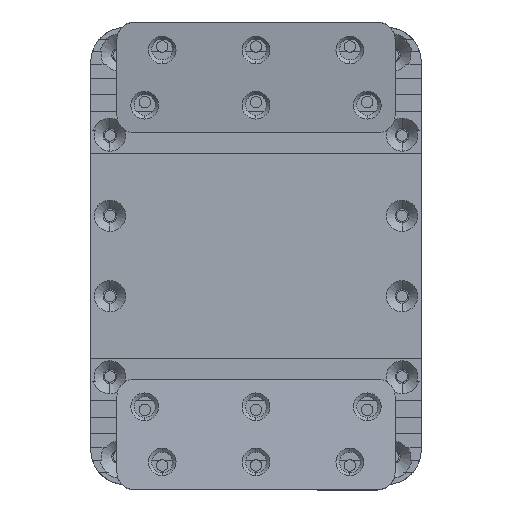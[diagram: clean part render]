
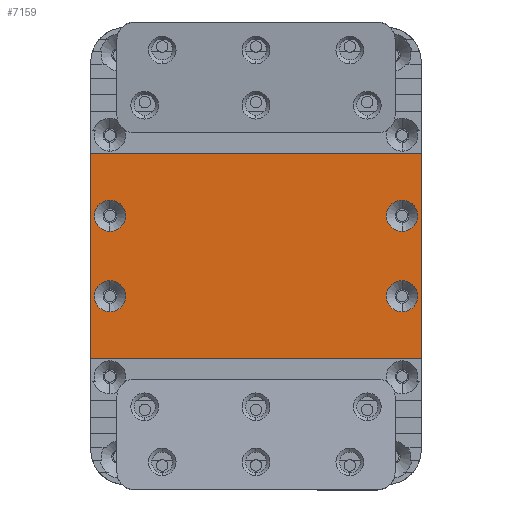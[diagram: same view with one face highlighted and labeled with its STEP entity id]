
A CAD part, front view. The second image highlights one B-rep face of the part: STEP entity #7159.
In plain terms, the highlighted planar face has unit normal (0, -1, 0).
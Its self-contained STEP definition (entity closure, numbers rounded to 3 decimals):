
#767 = DIRECTION ( 'NONE',  ( 0., 1., 0. ) ) ;
#804 = CARTESIAN_POINT ( 'NONE',  ( 49.5, -40.6, 2.028 ) ) ;
#812 = EDGE_CURVE ( 'NONE', #9306, #12438, #18245, .T. ) ;
#1223 = CARTESIAN_POINT ( 'NONE',  ( -40., -40.6, 24.45 ) ) ;
#1290 = CARTESIAN_POINT ( 'NONE',  ( -45.5, -40.6, 2.028 ) ) ;
#1406 = EDGE_CURVE ( 'NONE', #14247, #19227, #16702, .T. ) ;
#1635 = AXIS2_PLACEMENT_3D ( 'NONE', #16930, #767, #5711 ) ;
#2117 = CARTESIAN_POINT ( 'NONE',  ( 44., -40.6, 43.05 ) ) ;
#2278 = ORIENTED_EDGE ( 'NONE', *, *, #5220, .T. ) ;
#2809 = VERTEX_POINT ( 'NONE', #7775 ) ;
#2973 = CARTESIAN_POINT ( 'NONE',  ( -40., -40.6, 15.45 ) ) ;
#3045 = FACE_OUTER_BOUND ( 'NONE', #19052, .T. ) ;
#3187 = DIRECTION ( 'NONE',  ( 0., 0., -1. ) ) ;
#3483 = DIRECTION ( 'NONE',  ( 0., 1., 0. ) ) ;
#3580 = CARTESIAN_POINT ( 'NONE',  ( 44., -40.6, 15.45 ) ) ;
#3647 = CARTESIAN_POINT ( 'NONE',  ( 44., -40.6, 19.95 ) ) ;
#3750 = CARTESIAN_POINT ( 'NONE',  ( -40., -40.6, 47.55 ) ) ;
#4578 = CARTESIAN_POINT ( 'NONE',  ( 49.5, -40.6, 60.972 ) ) ;
#4945 = CARTESIAN_POINT ( 'NONE',  ( 44., -40.6, 24.45 ) ) ;
#5153 = EDGE_CURVE ( 'NONE', #12438, #9306, #13310, .T. ) ;
#5220 = EDGE_CURVE ( 'NONE', #5600, #12641, #8055, .T. ) ;
#5262 = CARTESIAN_POINT ( 'NONE',  ( -45.5, -40.6, 60.972 ) ) ;
#5321 = DIRECTION ( 'NONE',  ( 0., 0., -1. ) ) ;
#5526 = DIRECTION ( 'NONE',  ( 0., 1., 0. ) ) ;
#5570 = FACE_BOUND ( 'NONE', #9284, .T. ) ;
#5600 = VERTEX_POINT ( 'NONE', #12921 ) ;
#5711 = DIRECTION ( 'NONE',  ( 0., 0., -1. ) ) ;
#5723 = EDGE_CURVE ( 'NONE', #2809, #8467, #9268, .T. ) ;
#5838 = AXIS2_PLACEMENT_3D ( 'NONE', #10840, #18769, #14091 ) ;
#5916 = EDGE_CURVE ( 'NONE', #20211, #18725, #10932, .T. ) ;
#6202 = ORIENTED_EDGE ( 'NONE', *, *, #9212, .F. ) ;
#6542 = ORIENTED_EDGE ( 'NONE', *, *, #5153, .T. ) ;
#6564 = CARTESIAN_POINT ( 'NONE',  ( -40., -40.6, 43.05 ) ) ;
#6649 = CIRCLE ( 'NONE', #18794, 4.5 ) ;
#6994 = DIRECTION ( 'NONE',  ( 0., 1., 0. ) ) ;
#7159 = ADVANCED_FACE ( 'NONE', ( #18782, #5570, #19833, #8070, #3045 ), #15725, .F. ) ;
#7355 = VERTEX_POINT ( 'NONE', #4578 ) ;
#7608 = ORIENTED_EDGE ( 'NONE', *, *, #5723, .T. ) ;
#7775 = CARTESIAN_POINT ( 'NONE',  ( 44., -40.6, 38.55 ) ) ;
#7876 = EDGE_CURVE ( 'NONE', #19227, #14247, #16011, .T. ) ;
#8007 = EDGE_LOOP ( 'NONE', ( #7608, #16453 ) ) ;
#8055 = CIRCLE ( 'NONE', #14697, 4.5 ) ;
#8070 = FACE_BOUND ( 'NONE', #11685, .T. ) ;
#8255 = ORIENTED_EDGE ( 'NONE', *, *, #9189, .F. ) ;
#8288 = AXIS2_PLACEMENT_3D ( 'NONE', #11464, #14781, #9924 ) ;
#8312 = CARTESIAN_POINT ( 'NONE',  ( 49.5, -40.6, 2.028 ) ) ;
#8467 = VERTEX_POINT ( 'NONE', #11670 ) ;
#8613 = DIRECTION ( 'NONE',  ( 0., 0., -1. ) ) ;
#8731 = CARTESIAN_POINT ( 'NONE',  ( 44., -40.6, 19.95 ) ) ;
#9032 = CARTESIAN_POINT ( 'NONE',  ( -45.5, -40.6, 87.25 ) ) ;
#9097 = DIRECTION ( 'NONE',  ( 0., 0., 1. ) ) ;
#9189 = EDGE_CURVE ( 'NONE', #18725, #20188, #13425, .T. ) ;
#9212 = EDGE_CURVE ( 'NONE', #20188, #7355, #14651, .T. ) ;
#9268 = CIRCLE ( 'NONE', #1635, 4.5 ) ;
#9284 = EDGE_LOOP ( 'NONE', ( #10779, #17180 ) ) ;
#9306 = VERTEX_POINT ( 'NONE', #1223 ) ;
#9333 = ORIENTED_EDGE ( 'NONE', *, *, #812, .T. ) ;
#9519 = EDGE_CURVE ( 'NONE', #8467, #2809, #6649, .T. ) ;
#9924 = DIRECTION ( 'NONE',  ( 0., 0., -1. ) ) ;
#10197 = DIRECTION ( 'NONE',  ( 0., 1., 0. ) ) ;
#10779 = ORIENTED_EDGE ( 'NONE', *, *, #7876, .T. ) ;
#10840 = CARTESIAN_POINT ( 'NONE',  ( 49.5, -40.6, 60.972 ) ) ;
#10932 = LINE ( 'NONE', #8312, #12439 ) ;
#11464 = CARTESIAN_POINT ( 'NONE',  ( -40., -40.6, 19.95 ) ) ;
#11670 = CARTESIAN_POINT ( 'NONE',  ( 44., -40.6, 47.55 ) ) ;
#11685 = EDGE_LOOP ( 'NONE', ( #6542, #9333 ) ) ;
#12014 = DIRECTION ( 'NONE',  ( 0., 0., -1. ) ) ;
#12184 = ORIENTED_EDGE ( 'NONE', *, *, #17494, .T. ) ;
#12438 = VERTEX_POINT ( 'NONE', #2973 ) ;
#12439 = VECTOR ( 'NONE', #13261, 1000. ) ;
#12641 = VERTEX_POINT ( 'NONE', #3750 ) ;
#12828 = AXIS2_PLACEMENT_3D ( 'NONE', #3647, #6994, #16437 ) ;
#12921 = CARTESIAN_POINT ( 'NONE',  ( -40., -40.6, 38.55 ) ) ;
#13078 = CIRCLE ( 'NONE', #14679, 4.5 ) ;
#13252 = ORIENTED_EDGE ( 'NONE', *, *, #5916, .F. ) ;
#13261 = DIRECTION ( 'NONE',  ( -1., 0., 0. ) ) ;
#13310 = CIRCLE ( 'NONE', #8288, 4.5 ) ;
#13425 = LINE ( 'NONE', #9032, #20689 ) ;
#14091 = DIRECTION ( 'NONE',  ( 0., 0., 1. ) ) ;
#14247 = VERTEX_POINT ( 'NONE', #4945 ) ;
#14488 = DIRECTION ( 'NONE',  ( 0., 0., -1. ) ) ;
#14625 = CARTESIAN_POINT ( 'NONE',  ( -40., -40.6, 19.95 ) ) ;
#14651 = LINE ( 'NONE', #18719, #19432 ) ;
#14679 = AXIS2_PLACEMENT_3D ( 'NONE', #6564, #10197, #14488 ) ;
#14680 = AXIS2_PLACEMENT_3D ( 'NONE', #14625, #17492, #3187 ) ;
#14697 = AXIS2_PLACEMENT_3D ( 'NONE', #17985, #3483, #16287 ) ;
#14781 = DIRECTION ( 'NONE',  ( 0., 1., 0. ) ) ;
#14867 = DIRECTION ( 'NONE',  ( 0., 1., 0. ) ) ;
#15351 = VECTOR ( 'NONE', #8613, 1000. ) ;
#15725 = PLANE ( 'NONE',  #5838 ) ;
#16011 = CIRCLE ( 'NONE', #12828, 4.5 ) ;
#16287 = DIRECTION ( 'NONE',  ( 0., 0., -1. ) ) ;
#16437 = DIRECTION ( 'NONE',  ( 0., 0., -1. ) ) ;
#16453 = ORIENTED_EDGE ( 'NONE', *, *, #9519, .T. ) ;
#16702 = CIRCLE ( 'NONE', #17659, 4.5 ) ;
#16930 = CARTESIAN_POINT ( 'NONE',  ( 44., -40.6, 43.05 ) ) ;
#17050 = DIRECTION ( 'NONE',  ( 1., 0., 0. ) ) ;
#17180 = ORIENTED_EDGE ( 'NONE', *, *, #1406, .T. ) ;
#17492 = DIRECTION ( 'NONE',  ( 0., 1., 0. ) ) ;
#17494 = EDGE_CURVE ( 'NONE', #12641, #5600, #13078, .T. ) ;
#17659 = AXIS2_PLACEMENT_3D ( 'NONE', #8731, #5526, #12014 ) ;
#17985 = CARTESIAN_POINT ( 'NONE',  ( -40., -40.6, 43.05 ) ) ;
#18149 = CARTESIAN_POINT ( 'NONE',  ( 49.5, -40.6, -24.25 ) ) ;
#18245 = CIRCLE ( 'NONE', #14680, 4.5 ) ;
#18341 = EDGE_LOOP ( 'NONE', ( #2278, #12184 ) ) ;
#18584 = LINE ( 'NONE', #18149, #15351 ) ;
#18719 = CARTESIAN_POINT ( 'NONE',  ( 49.5, -40.6, 60.972 ) ) ;
#18725 = VERTEX_POINT ( 'NONE', #1290 ) ;
#18769 = DIRECTION ( 'NONE',  ( 0., 1., 0. ) ) ;
#18782 = FACE_BOUND ( 'NONE', #18341, .T. ) ;
#18794 = AXIS2_PLACEMENT_3D ( 'NONE', #2117, #14867, #5321 ) ;
#19052 = EDGE_LOOP ( 'NONE', ( #13252, #20342, #6202, #8255 ) ) ;
#19073 = EDGE_CURVE ( 'NONE', #7355, #20211, #18584, .T. ) ;
#19227 = VERTEX_POINT ( 'NONE', #3580 ) ;
#19432 = VECTOR ( 'NONE', #17050, 1000. ) ;
#19833 = FACE_BOUND ( 'NONE', #8007, .T. ) ;
#20188 = VERTEX_POINT ( 'NONE', #5262 ) ;
#20211 = VERTEX_POINT ( 'NONE', #804 ) ;
#20342 = ORIENTED_EDGE ( 'NONE', *, *, #19073, .F. ) ;
#20689 = VECTOR ( 'NONE', #9097, 1000. ) ;
